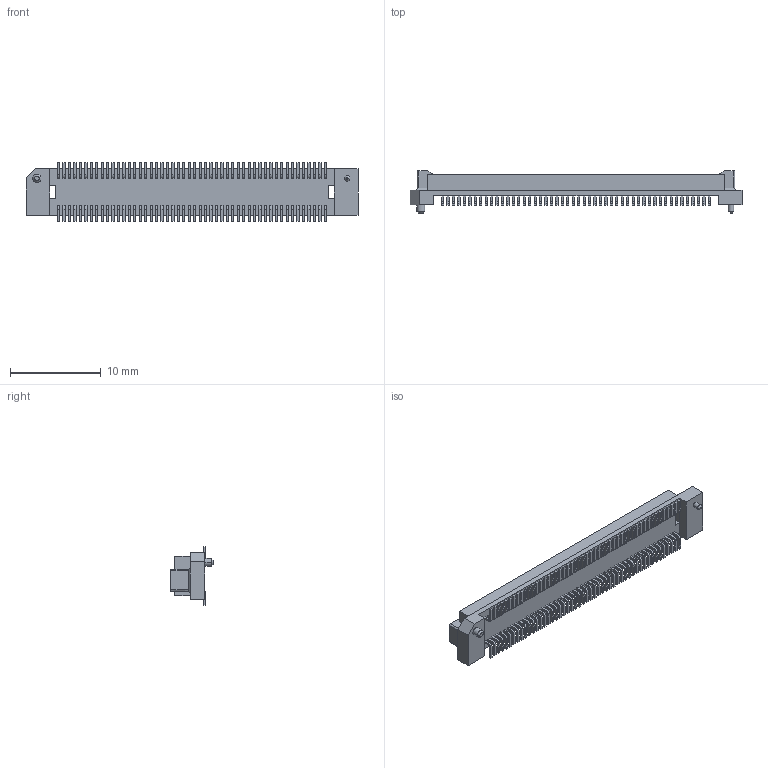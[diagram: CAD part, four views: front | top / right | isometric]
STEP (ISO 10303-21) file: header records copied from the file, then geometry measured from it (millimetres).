
FILE_DESCRIPTION(('OneSpaceDesigner STEP Export'),'2;1');
FILE_NAME('FX8-100P-SV1.stp','2007-03-20T17:44:50',(''),(''),'OneSpace Designer STEP processor (Jan. 2003) for AP214(CD)(Solid Model)','OneSpace Designer 12.00 10-Sep-2003 (C) CoCreate Software GmbH','');
FILE_SCHEMA(('AUTOMOTIVE_DESIGN_CC2 {1 2 10303 214 -1 1 5 1}'));
Length unit declared in the file: millimetre
Products named in the file (2): FX8-100P-SV1
Assembly tree (1 placements, depth 2):
  FX8-100P-SV1
    FX8-100P-SV1
Bounding box: 36.6 x 4.65 x 6.5 mm (x, y, z)
Volume: 236.5 mm3; surface area: 932.9 mm2
Topology: 1 solids, 1 shells, 967 faces, 2576 edges, 1706 vertices
Faces by surface type: plane 750, cylinder 204, bspline 5, extrusion 4, cone 4
Entity records: 37000 total; most frequent: CARTESIAN_POINT 5310, ORIENTED_EDGE 5144, DIRECTION 4878, EDGE_CURVE 2572, VECTOR 2150, LINE 2146, VERTEX_POINT 1706, AXIS2_PLACEMENT_3D 1364
